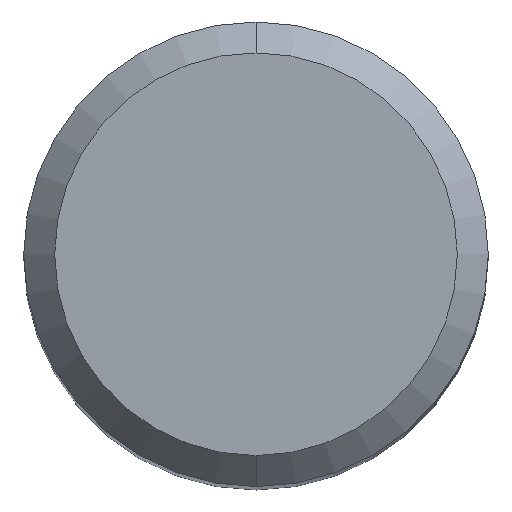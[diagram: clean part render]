
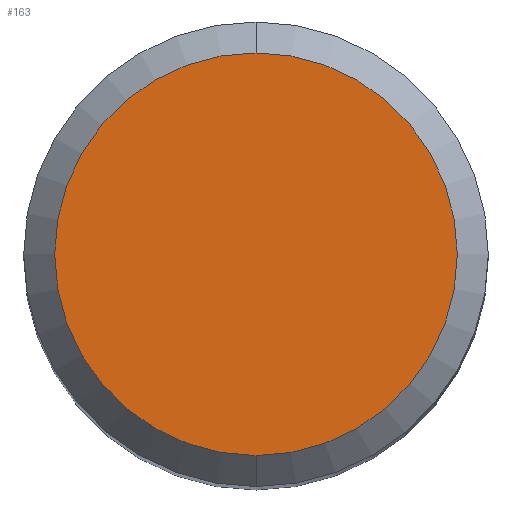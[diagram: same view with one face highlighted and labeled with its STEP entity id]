
A CAD part, top view. The second image highlights one B-rep face of the part: STEP entity #163.
In plain terms, the highlighted planar face has unit normal (0, 0, 1).
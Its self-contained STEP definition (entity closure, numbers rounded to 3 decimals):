
#109=EDGE_CURVE('',#171,#139,#262,.T.);
#139=VERTEX_POINT('',#295);
#163=ADVANCED_FACE('',(#320),#321,.T.);
#171=VERTEX_POINT('',#330);
#175=EDGE_CURVE('',#139,#171,#334,.T.);
#262=CIRCLE('',#424,2.6);
#295=CARTESIAN_POINT('',(0.,-2.6,0.0));
#320=FACE_OUTER_BOUND('',#501,.T.);
#321=PLANE('',#502);
#330=CARTESIAN_POINT('',(0.0,2.6,0.0));
#334=CIRCLE('',#518,2.6);
#424=AXIS2_PLACEMENT_3D('',#620,#621,#622);
#501=EDGE_LOOP('',(#687,#688));
#502=AXIS2_PLACEMENT_3D('',#689,#690,#691);
#518=AXIS2_PLACEMENT_3D('',#704,#705,#706);
#620=CARTESIAN_POINT('',(0.0,0.0,0.0));
#621=DIRECTION('',(0.0,0.0,-1.0));
#622=DIRECTION('',(0.0,1.0,0.0));
#687=ORIENTED_EDGE('',*,*,#109,.F.);
#688=ORIENTED_EDGE('',*,*,#175,.F.);
#689=CARTESIAN_POINT('',(0.0,1.3,0.0));
#690=DIRECTION('',(0.0,0.0,1.0));
#691=DIRECTION('',(0.0,-1.0,0.0));
#704=CARTESIAN_POINT('',(0.0,0.0,0.0));
#705=DIRECTION('',(0.0,0.0,-1.0));
#706=DIRECTION('',(0.0,1.0,0.0));
